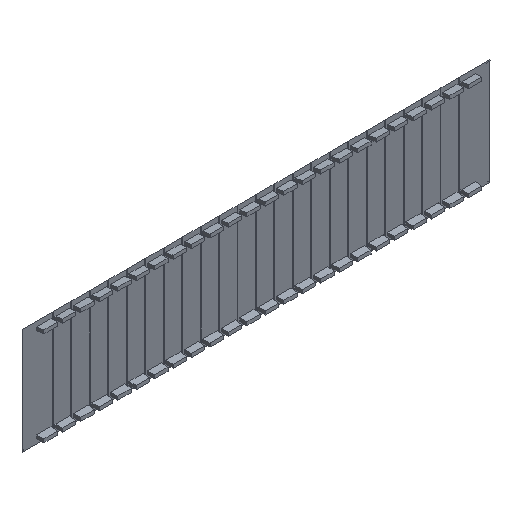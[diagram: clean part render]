
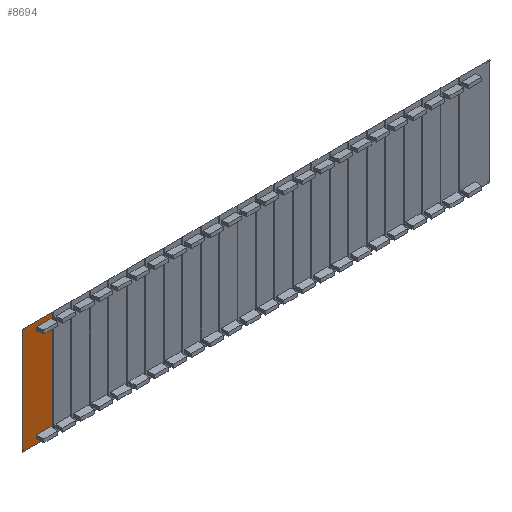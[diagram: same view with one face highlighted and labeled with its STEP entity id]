
A CAD part, isometric view. The second image highlights one B-rep face of the part: STEP entity #8694.
In plain terms, the highlighted planar face has unit normal (0, -1, 0).
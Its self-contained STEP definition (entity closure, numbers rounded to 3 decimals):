
#81 = CARTESIAN_POINT ( 'NONE',  ( 14., -1.5, 21.8 ) ) ;
#141 = CARTESIAN_POINT ( 'NONE',  ( 0.205, -1.5, -25.646 ) ) ;
#413 = ORIENTED_EDGE ( 'NONE', *, *, #8798, .F. ) ;
#487 = CARTESIAN_POINT ( 'NONE',  ( 14., -1.5, -23.25 ) ) ;
#616 = ORIENTED_EDGE ( 'NONE', *, *, #4153, .F. ) ;
#728 = DIRECTION ( 'NONE',  ( -1., 0., 0. ) ) ;
#813 = CARTESIAN_POINT ( 'NONE',  ( 7., -1.5, 23.25 ) ) ;
#1075 = CARTESIAN_POINT ( 'NONE',  ( 0.275, -1.5, -25.65 ) ) ;
#1135 = CARTESIAN_POINT ( 'NONE',  ( 0.104, -1.5, -25.612 ) ) ;
#1495 = DIRECTION ( 'NONE',  ( 0., 0., -1. ) ) ;
#1598 = CARTESIAN_POINT ( 'NONE',  ( 0., -1.5, 25.436 ) ) ;
#1767 = DIRECTION ( 'NONE',  ( 0., 0., 1. ) ) ;
#2128 = CARTESIAN_POINT ( 'NONE',  ( 0.03, -1.5, -25.537 ) ) ;
#2290 = CARTESIAN_POINT ( 'NONE',  ( 7., -1.5, -21.8 ) ) ;
#2404 = EDGE_CURVE ( 'NONE', #4311, #11000, #9770, .T. ) ;
#2679 = EDGE_CURVE ( 'NONE', #8533, #8396, #9138, .T. ) ;
#2804 = B_SPLINE_CURVE_WITH_KNOTS ( 'NONE', 3,
 ( #5144, #11125, #141, #7233, #1135, #8240, #2128, #9240, #3127, #10230 ),
 .UNSPECIFIED., .F., .F.,
 ( 4, 2, 2, 2, 4 ),
 ( 0., 0., 0., 0., 0. ),
 .UNSPECIFIED. ) ;
#2830 = VERTEX_POINT ( 'NONE', #81 ) ;
#2836 = EDGE_CURVE ( 'NONE', #7393, #4152, #8572, .T. ) ;
#2843 = VERTEX_POINT ( 'NONE', #7093 ) ;
#3088 = EDGE_CURVE ( 'NONE', #6833, #6787, #7906, .T. ) ;
#3127 = CARTESIAN_POINT ( 'NONE',  ( 0., -1.5, -25.436 ) ) ;
#3208 = EDGE_CURVE ( 'NONE', #2843, #2830, #7570, .T. ) ;
#3318 = EDGE_CURVE ( 'NONE', #4152, #8533, #7221, .T. ) ;
#3379 = EDGE_CURVE ( 'NONE', #4026, #5284, #7135, .T. ) ;
#3549 = CARTESIAN_POINT ( 'NONE',  ( 0., -1.5, 25.401 ) ) ;
#3570 = ORIENTED_EDGE ( 'NONE', *, *, #8688, .F. ) ;
#3613 = CARTESIAN_POINT ( 'NONE',  ( 0.03, -1.5, 25.537 ) ) ;
#3670 = VERTEX_POINT ( 'NONE', #11619 ) ;
#3723 = EDGE_CURVE ( 'NONE', #8396, #7393, #6406, .T. ) ;
#3776 = ORIENTED_EDGE ( 'NONE', *, *, #8585, .F. ) ;
#3949 = VERTEX_POINT ( 'NONE', #1075 ) ;
#3972 = ORIENTED_EDGE ( 'NONE', *, *, #3208, .F. ) ;
#4018 = CARTESIAN_POINT ( 'NONE',  ( 14.75, -1.5, 25.65 ) ) ;
#4026 = VERTEX_POINT ( 'NONE', #6276 ) ;
#4152 = VERTEX_POINT ( 'NONE', #487 ) ;
#4153 = EDGE_CURVE ( 'NONE', #6787, #2843, #5371, .T. ) ;
#4248 = B_SPLINE_CURVE_WITH_KNOTS ( 'NONE', 3,
 ( #8687, #1598, #9683, #3613, #10663, #4666, #11684, #5710, #12714, #6716 ),
 .UNSPECIFIED., .F., .F.,
 ( 4, 2, 2, 2, 4 ),
 ( 0., 0., 0., 0., 0. ),
 .UNSPECIFIED. ) ;
#4277 = ORIENTED_EDGE ( 'NONE', *, *, #2404, .F. ) ;
#4311 = VERTEX_POINT ( 'NONE', #4018 ) ;
#4359 = DIRECTION ( 'NONE',  ( 1., 0., 0. ) ) ;
#4426 = LINE ( 'NONE', #4659, #4466 ) ;
#4466 = VECTOR ( 'NONE', #12707, 1000. ) ;
#4480 = EDGE_CURVE ( 'NONE', #2830, #6833, #4426, .T. ) ;
#4659 = CARTESIAN_POINT ( 'NONE',  ( 14., -1.5, -25.65 ) ) ;
#4666 = CARTESIAN_POINT ( 'NONE',  ( 0.104, -1.5, 25.612 ) ) ;
#4800 = CARTESIAN_POINT ( 'NONE',  ( 227., -1.5, -25.65 ) ) ;
#4946 = CARTESIAN_POINT ( 'NONE',  ( 14., -1.5, 23.25 ) ) ;
#5144 = CARTESIAN_POINT ( 'NONE',  ( 0.275, -1.5, -25.65 ) ) ;
#5284 = VERTEX_POINT ( 'NONE', #3549 ) ;
#5361 = VECTOR ( 'NONE', #1495, 1000. ) ;
#5371 = LINE ( 'NONE', #11515, #5361 ) ;
#5491 = DIRECTION ( 'NONE',  ( 1., 0., 0. ) ) ;
#5495 = VECTOR ( 'NONE', #5491, 1000. ) ;
#5635 = LINE ( 'NONE', #10458, #5495 ) ;
#5710 = CARTESIAN_POINT ( 'NONE',  ( 0.205, -1.5, 25.646 ) ) ;
#5959 = FACE_BOUND ( 'NONE', #8428, .T. ) ;
#5976 = LINE ( 'NONE', #4800, #6074 ) ;
#6074 = VECTOR ( 'NONE', #728, 1000. ) ;
#6107 = CARTESIAN_POINT ( 'NONE',  ( 227., -1.5, 23.25 ) ) ;
#6239 = DIRECTION ( 'NONE',  ( -1., 0., 0. ) ) ;
#6251 = FACE_OUTER_BOUND ( 'NONE', #9179, .T. ) ;
#6276 = CARTESIAN_POINT ( 'NONE',  ( 0., -1.5, -25.401 ) ) ;
#6353 = VECTOR ( 'NONE', #8467, 1000. ) ;
#6406 = LINE ( 'NONE', #9329, #6353 ) ;
#6716 = CARTESIAN_POINT ( 'NONE',  ( 0.275, -1.5, 25.65 ) ) ;
#6721 = ORIENTED_EDGE ( 'NONE', *, *, #8293, .F. ) ;
#6787 = VERTEX_POINT ( 'NONE', #813 ) ;
#6833 = VERTEX_POINT ( 'NONE', #4946 ) ;
#7047 = DIRECTION ( 'NONE',  ( 0., 0., -1. ) ) ;
#7093 = CARTESIAN_POINT ( 'NONE',  ( 7., -1.5, 21.8 ) ) ;
#7111 = VECTOR ( 'NONE', #8916, 1000. ) ;
#7135 = LINE ( 'NONE', #10247, #7111 ) ;
#7221 = LINE ( 'NONE', #10837, #7294 ) ;
#7233 = CARTESIAN_POINT ( 'NONE',  ( 0.137, -1.5, -25.628 ) ) ;
#7294 = VECTOR ( 'NONE', #10039, 1000. ) ;
#7393 = VERTEX_POINT ( 'NONE', #8820 ) ;
#7416 = ORIENTED_EDGE ( 'NONE', *, *, #3088, .F. ) ;
#7441 = ORIENTED_EDGE ( 'NONE', *, *, #4480, .F. ) ;
#7513 = ORIENTED_EDGE ( 'NONE', *, *, #3318, .F. ) ;
#7570 = LINE ( 'NONE', #13020, #7747 ) ;
#7575 = CARTESIAN_POINT ( 'NONE',  ( 14., -1.5, -21.8 ) ) ;
#7747 = VECTOR ( 'NONE', #4359, 1000. ) ;
#7863 = VECTOR ( 'NONE', #6239, 1000. ) ;
#7888 = DIRECTION ( 'NONE',  ( 0., 1., 0. ) ) ;
#7906 = LINE ( 'NONE', #6107, #7863 ) ;
#8240 = CARTESIAN_POINT ( 'NONE',  ( 0.051, -1.5, -25.567 ) ) ;
#8293 = EDGE_CURVE ( 'NONE', #3949, #4026, #2804, .T. ) ;
#8396 = VERTEX_POINT ( 'NONE', #2290 ) ;
#8407 = CARTESIAN_POINT ( 'NONE',  ( 14.75, -1.5, -25.65 ) ) ;
#8428 = EDGE_LOOP ( 'NONE', ( #616, #7416, #7441, #3972 ) ) ;
#8467 = DIRECTION ( 'NONE',  ( 0., 0., -1. ) ) ;
#8533 = VERTEX_POINT ( 'NONE', #7575 ) ;
#8561 = VECTOR ( 'NONE', #13062, 1000. ) ;
#8572 = LINE ( 'NONE', #11424, #8561 ) ;
#8577 = ORIENTED_EDGE ( 'NONE', *, *, #2836, .F. ) ;
#8585 = EDGE_CURVE ( 'NONE', #5284, #3670, #4248, .T. ) ;
#8687 = CARTESIAN_POINT ( 'NONE',  ( 0., -1.5, 25.401 ) ) ;
#8688 = EDGE_CURVE ( 'NONE', #11000, #3949, #5976, .T. ) ;
#8694 = ADVANCED_FACE ( 'NONE', ( #5959, #12337, #6251 ), #11809, .F. ) ;
#8798 = EDGE_CURVE ( 'NONE', #3670, #4311, #5635, .T. ) ;
#8820 = CARTESIAN_POINT ( 'NONE',  ( 7., -1.5, -23.25 ) ) ;
#8916 = DIRECTION ( 'NONE',  ( 0., 0., 1. ) ) ;
#9024 = AXIS2_PLACEMENT_3D ( 'NONE', #12845, #7888, #1767 ) ;
#9029 = EDGE_LOOP ( 'NONE', ( #10855, #10267, #7513, #8577 ) ) ;
#9054 = VECTOR ( 'NONE', #11855, 1000. ) ;
#9138 = LINE ( 'NONE', #11408, #9054 ) ;
#9179 = EDGE_LOOP ( 'NONE', ( #3776, #11069, #6721, #3570, #4277, #413 ) ) ;
#9240 = CARTESIAN_POINT ( 'NONE',  ( 0.005, -1.5, -25.471 ) ) ;
#9329 = CARTESIAN_POINT ( 'NONE',  ( 7., -1.5, -25.65 ) ) ;
#9683 = CARTESIAN_POINT ( 'NONE',  ( 0.005, -1.5, 25.47 ) ) ;
#9745 = VECTOR ( 'NONE', #7047, 1000. ) ;
#9770 = LINE ( 'NONE', #12198, #9745 ) ;
#10039 = DIRECTION ( 'NONE',  ( 0., 0., 1. ) ) ;
#10230 = CARTESIAN_POINT ( 'NONE',  ( 0., -1.5, -25.401 ) ) ;
#10247 = CARTESIAN_POINT ( 'NONE',  ( 0., -1.5, 25.65 ) ) ;
#10267 = ORIENTED_EDGE ( 'NONE', *, *, #2679, .F. ) ;
#10458 = CARTESIAN_POINT ( 'NONE',  ( 225.7, -1.5, 25.65 ) ) ;
#10663 = CARTESIAN_POINT ( 'NONE',  ( 0.051, -1.5, 25.567 ) ) ;
#10837 = CARTESIAN_POINT ( 'NONE',  ( 14., -1.5, -25.65 ) ) ;
#10855 = ORIENTED_EDGE ( 'NONE', *, *, #3723, .F. ) ;
#11000 = VERTEX_POINT ( 'NONE', #8407 ) ;
#11069 = ORIENTED_EDGE ( 'NONE', *, *, #3379, .F. ) ;
#11125 = CARTESIAN_POINT ( 'NONE',  ( 0.24, -1.5, -25.65 ) ) ;
#11408 = CARTESIAN_POINT ( 'NONE',  ( 227., -1.5, -21.8 ) ) ;
#11424 = CARTESIAN_POINT ( 'NONE',  ( 227., -1.5, -23.25 ) ) ;
#11515 = CARTESIAN_POINT ( 'NONE',  ( 7., -1.5, -25.65 ) ) ;
#11619 = CARTESIAN_POINT ( 'NONE',  ( 0.275, -1.5, 25.65 ) ) ;
#11684 = CARTESIAN_POINT ( 'NONE',  ( 0.137, -1.5, 25.628 ) ) ;
#11809 = PLANE ( 'NONE',  #9024 ) ;
#11855 = DIRECTION ( 'NONE',  ( -1., 0., 0. ) ) ;
#12198 = CARTESIAN_POINT ( 'NONE',  ( 14.75, -1.5, 25.65 ) ) ;
#12337 = FACE_BOUND ( 'NONE', #9029, .T. ) ;
#12707 = DIRECTION ( 'NONE',  ( 0., 0., 1. ) ) ;
#12714 = CARTESIAN_POINT ( 'NONE',  ( 0.24, -1.5, 25.65 ) ) ;
#12845 = CARTESIAN_POINT ( 'NONE',  ( 227., -1.5, 25.65 ) ) ;
#13020 = CARTESIAN_POINT ( 'NONE',  ( 227., -1.5, 21.8 ) ) ;
#13062 = DIRECTION ( 'NONE',  ( 1., 0., 0. ) ) ;
